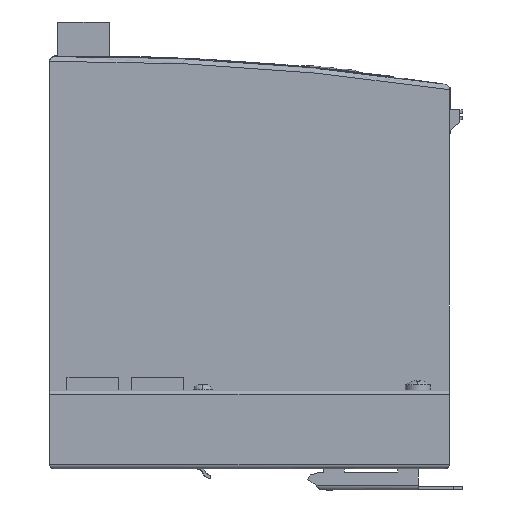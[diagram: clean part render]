
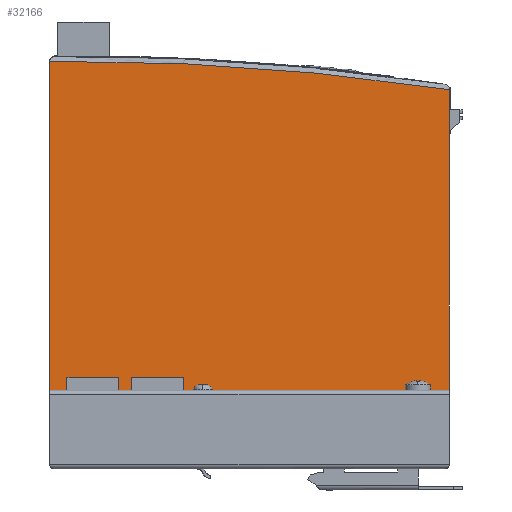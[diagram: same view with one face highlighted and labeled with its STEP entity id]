
A CAD part, left-side view. The second image highlights one B-rep face of the part: STEP entity #32166.
In plain terms, the highlighted planar face has unit normal (-1, 0, 0).
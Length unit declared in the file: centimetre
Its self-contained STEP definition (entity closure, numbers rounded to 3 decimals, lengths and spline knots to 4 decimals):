
#1992=PLANE('',#40161);
#3865=VECTOR('',#33955,1.);
#3866=VECTOR('',#33957,1.);
#3867=VECTOR('',#33959,1.);
#7324=LINE('',#42327,#3865);
#7325=LINE('',#42329,#3866);
#7326=LINE('',#42331,#3867);
#10981=VERTEX_POINT('',#42122);
#10982=VERTEX_POINT('',#42123);
#10989=VERTEX_POINT('',#42186);
#10990=VERTEX_POINT('',#42188);
#10999=VERTEX_POINT('',#42308);
#11000=VERTEX_POINT('',#42309);
#14046=CIRCLE('',#40135,0.15);
#14051=CIRCLE('',#40142,79.85);
#14056=CIRCLE('',#40153,0.15);
#14511=EDGE_CURVE('',#10981,#10982,#14046,.T.);
#14520=EDGE_CURVE('',#10989,#10990,#14051,.T.);
#14537=EDGE_CURVE('',#10999,#11000,#14056,.T.);
#14547=EDGE_CURVE('',#10982,#10989,#7324,.T.);
#14548=EDGE_CURVE('',#11000,#10981,#7325,.T.);
#14549=EDGE_CURVE('',#10990,#10999,#7326,.T.);
#19186=ORIENTED_EDGE('',*,*,#14520,.F.);
#19187=ORIENTED_EDGE('',*,*,#14547,.F.);
#19188=ORIENTED_EDGE('',*,*,#14511,.F.);
#19189=ORIENTED_EDGE('',*,*,#14548,.F.);
#19190=ORIENTED_EDGE('',*,*,#14537,.F.);
#19191=ORIENTED_EDGE('',*,*,#14549,.F.);
#28350=EDGE_LOOP('',(#19186,#19187,#19188,#19189,#19190,#19191));
#30258=FACE_BOUND('',#28350,.T.);
#32166=ADVANCED_FACE('',(#30258),#1992,.F.);
#33894=DIRECTION('',(1.,0.,0.));
#33895=DIRECTION('',(0.,0.106,-0.106));
#33909=DIRECTION('',(1.,0.,0.));
#33910=DIRECTION('',(0.,-5.645,79.65));
#33938=DIRECTION('',(1.,0.,0.));
#33939=DIRECTION('',(0.,-0.106,-0.106));
#33955=DIRECTION('',(0.,0.,1.));
#33957=DIRECTION('',(0.,1.,0.));
#33959=DIRECTION('',(0.,0.,-1.));
#33963=DIRECTION('',(1.,0.,0.));
#40135=AXIS2_PLACEMENT_3D('',#42121,#33894,#33895);
#40142=AXIS2_PLACEMENT_3D('',#42187,#33909,#33910);
#40153=AXIS2_PLACEMENT_3D('',#42307,#33938,#33939);
#40161=AXIS2_PLACEMENT_3D('',#42336,#33963,$);
#42121=CARTESIAN_POINT('',(-2.8,6.2,0.15));
#42122=CARTESIAN_POINT('',(-2.8,6.2,0.));
#42123=CARTESIAN_POINT('',(-2.8,6.35,0.15));
#42186=CARTESIAN_POINT('',(-2.8,6.35,12.95));
#42187=CARTESIAN_POINT('',(-2.8,5.6372,-66.8968));
#42188=CARTESIAN_POINT('',(-2.8,-6.35,12.0483));
#42307=CARTESIAN_POINT('',(-2.8,-6.2,0.15));
#42308=CARTESIAN_POINT('',(-2.8,-6.35,0.15));
#42309=CARTESIAN_POINT('',(-2.8,-6.2,0.));
#42327=CARTESIAN_POINT('',(-2.8,6.35,0.));
#42329=CARTESIAN_POINT('',(-2.8,-6.35,0.));
#42331=CARTESIAN_POINT('',(-2.8,-6.35,12.2));
#42336=CARTESIAN_POINT('',(-2.8,0.1099,6.3728));
